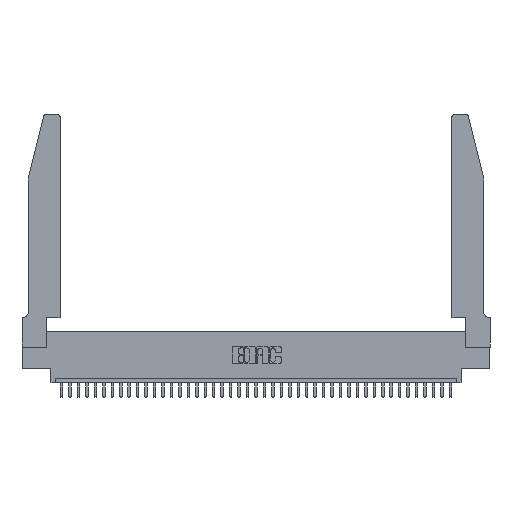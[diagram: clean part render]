
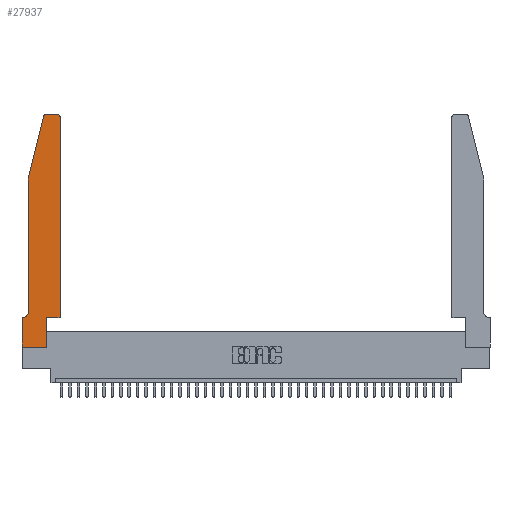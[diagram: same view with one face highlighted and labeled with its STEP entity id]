
A CAD part, top view. The second image highlights one B-rep face of the part: STEP entity #27937.
In plain terms, the highlighted planar face has unit normal (0, 0, 1).
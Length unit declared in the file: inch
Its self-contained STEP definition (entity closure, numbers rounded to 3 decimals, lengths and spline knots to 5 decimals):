
#203 = CARTESIAN_POINT ( 'NONE',  ( 0.2865, 0., 0.37 ) ) ;
#579 = VECTOR ( 'NONE', #35604, 39.37008 ) ;
#1001 = VERTEX_POINT ( 'NONE', #31442 ) ;
#1102 = VERTEX_POINT ( 'NONE', #22622 ) ;
#1188 = DIRECTION ( 'NONE',  ( 0., 1., 0. ) ) ;
#1601 = ORIENTED_EDGE ( 'NONE', *, *, #28020, .T. ) ;
#2130 = PLANE ( 'NONE',  #39703 ) ;
#2173 = EDGE_CURVE ( 'NONE', #4134, #1001, #16901, .T. ) ;
#2472 = ORIENTED_EDGE ( 'NONE', *, *, #16547, .T. ) ;
#2722 = ORIENTED_EDGE ( 'NONE', *, *, #21048, .T. ) ;
#2810 = LINE ( 'NONE', #14961, #14806 ) ;
#3067 = CIRCLE ( 'NONE', #18259, 0.07 ) ;
#3735 = CARTESIAN_POINT ( 'NONE',  ( 0.0755, 0.42, 0.37 ) ) ;
#4134 = VERTEX_POINT ( 'NONE', #203 ) ;
#4770 = EDGE_CURVE ( 'NONE', #23177, #32481, #2810, .T. ) ;
#5072 = VERTEX_POINT ( 'NONE', #3735 ) ;
#5559 = EDGE_CURVE ( 'NONE', #1102, #6735, #7586, .T. ) ;
#6397 = AXIS2_PLACEMENT_3D ( 'NONE', #14068, #38050, #19571 ) ;
#6735 = VERTEX_POINT ( 'NONE', #15004 ) ;
#7586 = CIRCLE ( 'NONE', #23424, 0.03 ) ;
#7876 = DIRECTION ( 'NONE',  ( 1., 0., 0. ) ) ;
#7997 = CIRCLE ( 'NONE', #6397, 0.03 ) ;
#8340 = EDGE_CURVE ( 'NONE', #1001, #19774, #17184, .T. ) ;
#8899 = DIRECTION ( 'NONE',  ( 0., 0., -1. ) ) ;
#9243 = CARTESIAN_POINT ( 'NONE',  ( 0.284, 2.75, 0.37 ) ) ;
#9360 = VERTEX_POINT ( 'NONE', #38421 ) ;
#9389 = LINE ( 'NONE', #21029, #32915 ) ;
#9729 = ORIENTED_EDGE ( 'NONE', *, *, #25643, .T. ) ;
#10778 = VERTEX_POINT ( 'NONE', #38025 ) ;
#11150 = ORIENTED_EDGE ( 'NONE', *, *, #8340, .T. ) ;
#11254 = ORIENTED_EDGE ( 'NONE', *, *, #30710, .T. ) ;
#11760 = DIRECTION ( 'NONE',  ( -1., 0., 0. ) ) ;
#11877 = CARTESIAN_POINT ( 'NONE',  ( 0.4505, 0.35, 0.37 ) ) ;
#13765 = DIRECTION ( 'NONE',  ( 0., 0., 1. ) ) ;
#14068 = CARTESIAN_POINT ( 'NONE',  ( 0.284, 2.72, 0.37 ) ) ;
#14806 = VECTOR ( 'NONE', #11760, 39.37008 ) ;
#14961 = CARTESIAN_POINT ( 'NONE',  ( 0.0755, 0.35, 0.37 ) ) ;
#15004 = CARTESIAN_POINT ( 'NONE',  ( 0.4205, 2.75, 0.37 ) ) ;
#15111 = LINE ( 'NONE', #17305, #18956 ) ;
#16072 = CARTESIAN_POINT ( 'NONE',  ( 0.4505, 0.35, 0.37 ) ) ;
#16547 = EDGE_CURVE ( 'NONE', #10778, #5072, #9389, .T. ) ;
#16579 = DIRECTION ( 'NONE',  ( -0.239, -0.971, 0. ) ) ;
#16763 = EDGE_LOOP ( 'NONE', ( #9729, #39449, #2722, #2472, #24936, #35384, #23398, #1601, #28017, #11150, #11254, #27480 ) ) ;
#16863 = CARTESIAN_POINT ( 'NONE',  ( 0.2865, 0.35, 0.37 ) ) ;
#16901 = LINE ( 'NONE', #16863, #579 ) ;
#17184 = LINE ( 'NONE', #23086, #35364 ) ;
#17305 = CARTESIAN_POINT ( 'NONE',  ( 0.2605, 2.75, 0.37 ) ) ;
#17461 = VECTOR ( 'NONE', #7876, 39.37008 ) ;
#17977 = EDGE_CURVE ( 'NONE', #5072, #23177, #3067, .T. ) ;
#18173 = CARTESIAN_POINT ( 'NONE',  ( 0.0055, 0.42, 0.37 ) ) ;
#18259 = AXIS2_PLACEMENT_3D ( 'NONE', #18173, #8899, #24369 ) ;
#18956 = VECTOR ( 'NONE', #20405, 39.37008 ) ;
#19438 = DIRECTION ( 'NONE',  ( 0., 0., 1. ) ) ;
#19571 = DIRECTION ( 'NONE',  ( 1., 0., 0. ) ) ;
#19774 = VERTEX_POINT ( 'NONE', #11877 ) ;
#20405 = DIRECTION ( 'NONE',  ( -1., 0., 0. ) ) ;
#21029 = CARTESIAN_POINT ( 'NONE',  ( 0.0755, 2., 0.37 ) ) ;
#21048 = EDGE_CURVE ( 'NONE', #37219, #10778, #25711, .T. ) ;
#21317 = LINE ( 'NONE', #16072, #30408 ) ;
#21384 = CARTESIAN_POINT ( 'NONE',  ( 0., 0., 0.37 ) ) ;
#21449 = LINE ( 'NONE', #21384, #36256 ) ;
#22622 = CARTESIAN_POINT ( 'NONE',  ( 0.4505, 2.72, 0.37 ) ) ;
#22820 = DIRECTION ( 'NONE',  ( 1., 0., 0. ) ) ;
#23086 = CARTESIAN_POINT ( 'NONE',  ( 0.4505, 0.35, 0.37 ) ) ;
#23126 = VERTEX_POINT ( 'NONE', #9243 ) ;
#23177 = VERTEX_POINT ( 'NONE', #27637 ) ;
#23398 = ORIENTED_EDGE ( 'NONE', *, *, #24959, .T. ) ;
#23424 = AXIS2_PLACEMENT_3D ( 'NONE', #31508, #19438, #22820 ) ;
#24369 = DIRECTION ( 'NONE',  ( -1., 0., 0. ) ) ;
#24592 = DIRECTION ( 'NONE',  ( 0., -1., 0. ) ) ;
#24702 = LINE ( 'NONE', #26125, #17461 ) ;
#24767 = VECTOR ( 'NONE', #16579, 39.37008 ) ;
#24936 = ORIENTED_EDGE ( 'NONE', *, *, #17977, .T. ) ;
#24959 = EDGE_CURVE ( 'NONE', #32481, #9360, #21449, .T. ) ;
#25643 = EDGE_CURVE ( 'NONE', #6735, #23126, #15111, .T. ) ;
#25711 = LINE ( 'NONE', #32399, #24767 ) ;
#26125 = CARTESIAN_POINT ( 'NONE',  ( 0., 0., 0.37 ) ) ;
#26526 = DIRECTION ( 'NONE',  ( 1., 0., 0. ) ) ;
#26736 = FACE_OUTER_BOUND ( 'NONE', #16763, .T. ) ;
#27480 = ORIENTED_EDGE ( 'NONE', *, *, #5559, .T. ) ;
#27637 = CARTESIAN_POINT ( 'NONE',  ( 0.0055, 0.35, 0.37 ) ) ;
#27937 = ADVANCED_FACE ( 'NONE', ( #26736 ), #2130, .T. ) ;
#28017 = ORIENTED_EDGE ( 'NONE', *, *, #2173, .T. ) ;
#28020 = EDGE_CURVE ( 'NONE', #9360, #4134, #24702, .T. ) ;
#29998 = CARTESIAN_POINT ( 'NONE',  ( 0.25487, 2.72718, 0.37 ) ) ;
#30283 = DIRECTION ( 'NONE',  ( 0., -1., 0. ) ) ;
#30408 = VECTOR ( 'NONE', #1188, 39.37008 ) ;
#30710 = EDGE_CURVE ( 'NONE', #19774, #1102, #21317, .T. ) ;
#31442 = CARTESIAN_POINT ( 'NONE',  ( 0.2865, 0.35, 0.37 ) ) ;
#31508 = CARTESIAN_POINT ( 'NONE',  ( 0.4205, 2.72, 0.37 ) ) ;
#32301 = DIRECTION ( 'NONE',  ( 1., 0., 0. ) ) ;
#32399 = CARTESIAN_POINT ( 'NONE',  ( 0.0755, 2., 0.37 ) ) ;
#32481 = VERTEX_POINT ( 'NONE', #36094 ) ;
#32557 = CARTESIAN_POINT ( 'NONE',  ( 0., 0.35, 0.37 ) ) ;
#32837 = EDGE_CURVE ( 'NONE', #23126, #37219, #7997, .T. ) ;
#32915 = VECTOR ( 'NONE', #30283, 39.37008 ) ;
#35364 = VECTOR ( 'NONE', #32301, 39.37008 ) ;
#35384 = ORIENTED_EDGE ( 'NONE', *, *, #4770, .T. ) ;
#35604 = DIRECTION ( 'NONE',  ( 0., 1., 0. ) ) ;
#36094 = CARTESIAN_POINT ( 'NONE',  ( 0., 0.35, 0.37 ) ) ;
#36256 = VECTOR ( 'NONE', #24592, 39.37008 ) ;
#37219 = VERTEX_POINT ( 'NONE', #29998 ) ;
#38025 = CARTESIAN_POINT ( 'NONE',  ( 0.0755, 2., 0.37 ) ) ;
#38050 = DIRECTION ( 'NONE',  ( 0., 0., 1. ) ) ;
#38421 = CARTESIAN_POINT ( 'NONE',  ( 0., 0., 0.37 ) ) ;
#39449 = ORIENTED_EDGE ( 'NONE', *, *, #32837, .T. ) ;
#39703 = AXIS2_PLACEMENT_3D ( 'NONE', #32557, #13765, #26526 ) ;
